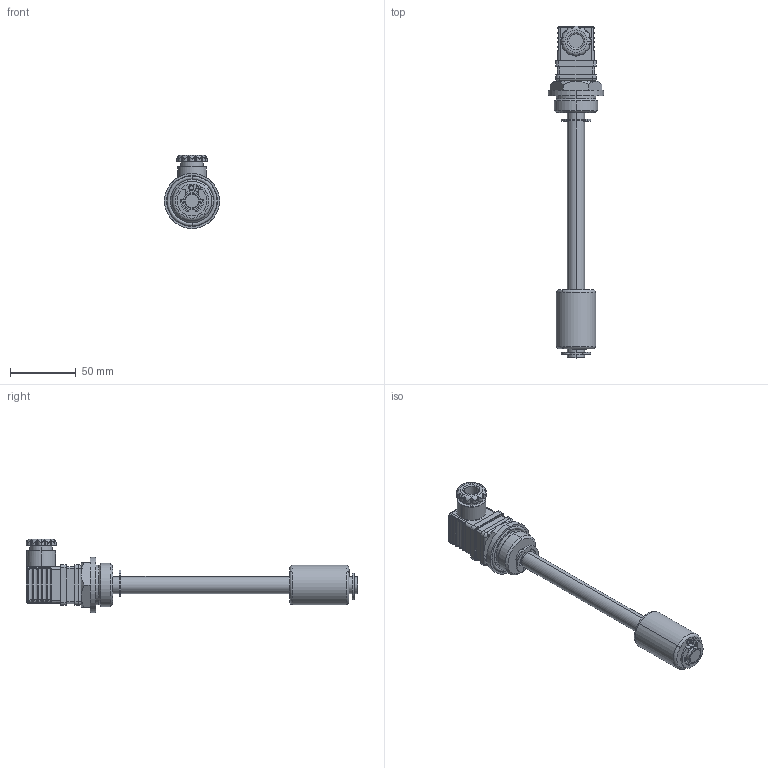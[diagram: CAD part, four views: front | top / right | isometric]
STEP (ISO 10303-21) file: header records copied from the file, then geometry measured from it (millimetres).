
FILE_DESCRIPTION (( 'STEP AP214' ), '1' );
FILE_NAME ('IMR.STEP', '2020-02-13T08:55:50', ( '' ), ( '' ), 'SwSTEP 2.0', 'SolidWorks 2019', '' );
FILE_SCHEMA (( 'AUTOMOTIVE_DESIGN' ));
Length unit declared in the file: millimetre
Products named in the file (1): IMR
Bounding box: 42 x 252.95 x 55.75 mm (x, y, z)
Surface area: 32988.1 mm2 (no closed solid volume)
Topology: 0 solids, 14 shells, 436 faces, 1319 edges, 870 vertices
Faces by surface type: cylinder 195, plane 117, torus 52, bspline 52, cone 10, sphere 10
Entity records: 22786 total; most frequent: CARTESIAN_POINT 6708, DIRECTION 2351, ORIENTED_EDGE 2230, EDGE_CURVE 1315, AXIS2_PLACEMENT_3D 913, VERTEX_POINT 870, CIRCLE 528, VECTOR 525
